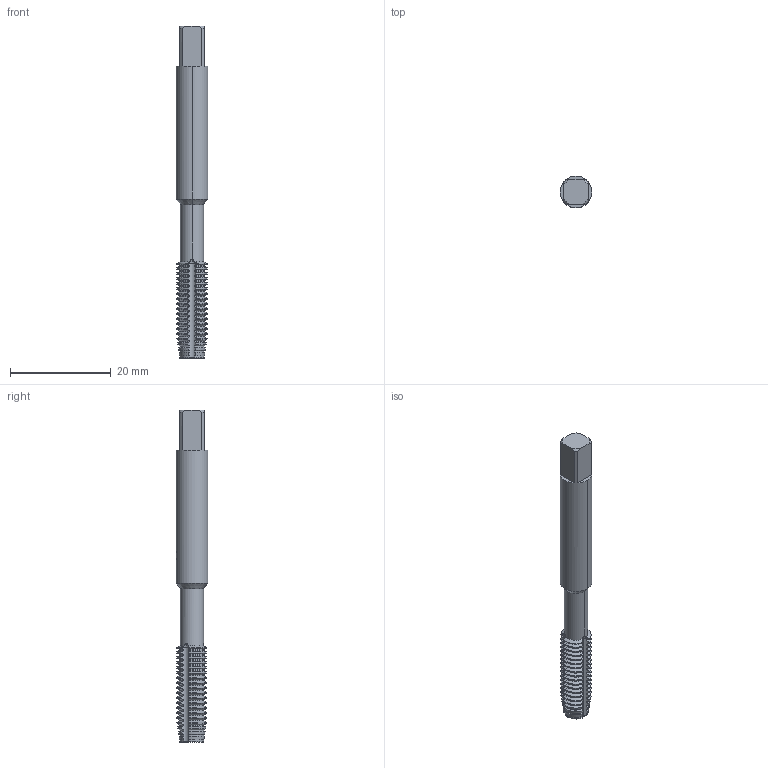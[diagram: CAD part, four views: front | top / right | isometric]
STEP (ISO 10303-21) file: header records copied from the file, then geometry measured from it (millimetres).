
FILE_DESCRIPTION(('no description'),'unknown implementation level');
FILE_NAME('solidN6kiFtu_nF2VaGvbb8fHpfFcFRg_1.STP',' ',('CIM GmbH Aachen'),('CADClick - KiM GmbH - www.kimweb.de'),'unknown preprocess','ACIS','unknown authorization');
FILE_SCHEMA(('automotive_design'));
Length unit declared in the file: millimetre
Products named in the file (2): 1; 2
Bounding box: 6.3 x 6.3 x 66 mm (x, y, z)
Volume: 1623.2 mm3; surface area: 1930.1 mm2
Topology: 2 solids, 2 shells, 526 faces, 1479 edges, 957 vertices
Faces by surface type: cone 230, cylinder 177, plane 113, torus 6
Entity records: 35113 total; most frequent: CARTESIAN_POINT 5258, STYLED_ITEM 2964, PRESENTATION_STYLE_ASSIGNMENT 2964, COLOUR_RGB 2964, ORIENTED_EDGE 2958, DIRECTION 2732, EDGE_CURVE 1479, CURVE_STYLE 1479
